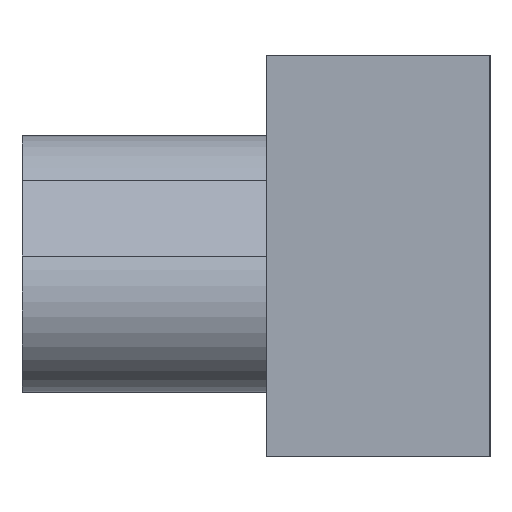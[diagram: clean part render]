
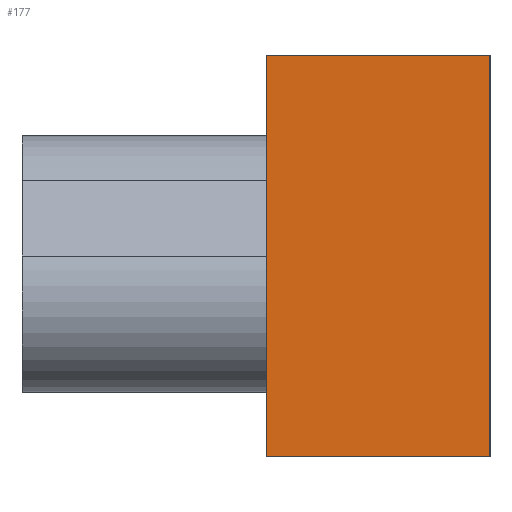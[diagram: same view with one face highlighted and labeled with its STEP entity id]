
A CAD part, left-side view. The second image highlights one B-rep face of the part: STEP entity #177.
In plain terms, the highlighted planar face has unit normal (-1, 0, 0).
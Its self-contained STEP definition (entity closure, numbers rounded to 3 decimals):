
#3 = CARTESIAN_POINT ( 'NONE',  ( 0., 4.24, 0. ) ) ;
#12 = VECTOR ( 'NONE', #76, 1000. ) ;
#37 = DIRECTION ( 'NONE',  ( 0., 0., -1. ) ) ;
#57 = AXIS2_PLACEMENT_3D ( 'NONE', #582, #433, #37 ) ;
#61 = LINE ( 'NONE', #392, #156 ) ;
#76 = DIRECTION ( 'NONE',  ( 0., -1., 0. ) ) ;
#93 = ORIENTED_EDGE ( 'NONE', *, *, #219, .T. ) ;
#95 = VECTOR ( 'NONE', #233, 1000. ) ;
#107 = VERTEX_POINT ( 'NONE', #231 ) ;
#145 = CARTESIAN_POINT ( 'NONE',  ( 0., 0., 0. ) ) ;
#156 = VECTOR ( 'NONE', #547, 1000. ) ;
#177 = ADVANCED_FACE ( 'NONE', ( #385 ), #630, .F. ) ;
#198 = LINE ( 'NONE', #145, #95 ) ;
#210 = EDGE_LOOP ( 'NONE', ( #261, #530, #357, #93 ) ) ;
#219 = EDGE_CURVE ( 'NONE', #107, #625, #538, .T. ) ;
#231 = CARTESIAN_POINT ( 'NONE',  ( 0., 4.24, 0. ) ) ;
#233 = DIRECTION ( 'NONE',  ( 0., 0., 1. ) ) ;
#243 = EDGE_CURVE ( 'NONE', #625, #553, #198, .T. ) ;
#261 = ORIENTED_EDGE ( 'NONE', *, *, #243, .T. ) ;
#272 = CARTESIAN_POINT ( 'NONE',  ( 0., 4.24, 7.62 ) ) ;
#280 = CARTESIAN_POINT ( 'NONE',  ( 0., 4.24, 7.62 ) ) ;
#284 = EDGE_CURVE ( 'NONE', #107, #539, #61, .T. ) ;
#291 = DIRECTION ( 'NONE',  ( 0., -1., 0. ) ) ;
#357 = ORIENTED_EDGE ( 'NONE', *, *, #284, .F. ) ;
#380 = VECTOR ( 'NONE', #291, 1000. ) ;
#385 = FACE_OUTER_BOUND ( 'NONE', #210, .T. ) ;
#392 = CARTESIAN_POINT ( 'NONE',  ( 0., 4.24, 0. ) ) ;
#433 = DIRECTION ( 'NONE',  ( 1., 0., 0. ) ) ;
#479 = EDGE_CURVE ( 'NONE', #539, #553, #520, .T. ) ;
#520 = LINE ( 'NONE', #272, #12 ) ;
#530 = ORIENTED_EDGE ( 'NONE', *, *, #479, .F. ) ;
#538 = LINE ( 'NONE', #3, #380 ) ;
#539 = VERTEX_POINT ( 'NONE', #280 ) ;
#541 = CARTESIAN_POINT ( 'NONE',  ( 0., 0., 0. ) ) ;
#547 = DIRECTION ( 'NONE',  ( 0., 0., 1. ) ) ;
#553 = VERTEX_POINT ( 'NONE', #573 ) ;
#573 = CARTESIAN_POINT ( 'NONE',  ( 0., 0., 7.62 ) ) ;
#582 = CARTESIAN_POINT ( 'NONE',  ( 0., 4.24, 0. ) ) ;
#625 = VERTEX_POINT ( 'NONE', #541 ) ;
#630 = PLANE ( 'NONE',  #57 ) ;
